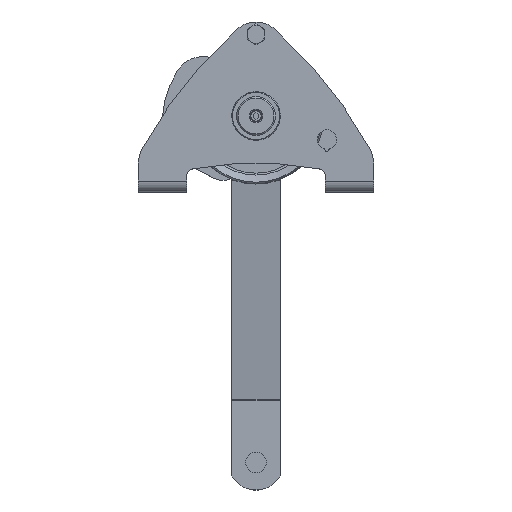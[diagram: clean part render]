
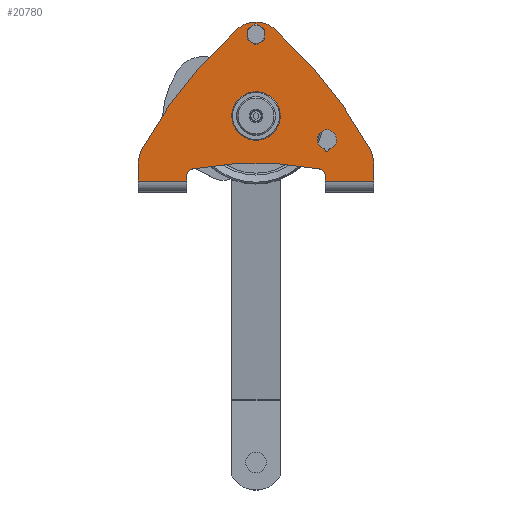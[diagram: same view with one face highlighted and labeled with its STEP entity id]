
A CAD part, top view. The second image highlights one B-rep face of the part: STEP entity #20780.
In plain terms, the highlighted face is planar.
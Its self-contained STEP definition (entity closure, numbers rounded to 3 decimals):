
#100=CARTESIAN_POINT('',(-49.754,-23.837,
0.5));
#110=VERTEX_POINT('',#100);
#160=CARTESIAN_POINT('',(-51.254,-17.,0.5));
#170=DIRECTION('',(0.,0.,1.));
#180=DIRECTION('',(0.,1.,0.));
#190=AXIS2_PLACEMENT_3D('',#160,#170,#180);
#200=CIRCLE('',#190,7.);
#210=CARTESIAN_POINT('',(-52.754,-23.837,
0.5));
#220=VERTEX_POINT('',#210);
#230=EDGE_CURVE('',#110,#220,#200,.T.);
#1020=CARTESIAN_POINT('',(-49.754,-24.,
0.5));
#1030=VERTEX_POINT('',#1020);
#1060=CARTESIAN_POINT('',(-49.754,0.,0.5));
#1070=DIRECTION('',(0.,-1.,0.));
#1080=VECTOR('',#1070,1.);
#1090=LINE('',#1060,#1080);
#1100=EDGE_CURVE('',#110,#1030,#1090,.T.);
#1690=CARTESIAN_POINT('',(-52.754,-24.,
0.5));
#1700=VERTEX_POINT('',#1690);
#1730=CARTESIAN_POINT('',(-51.254,-24.,
0.5));
#1740=DIRECTION('',(0.,0.,-1.));
#1750=DIRECTION('',(-1.,0.,0.));
#1760=AXIS2_PLACEMENT_3D('',#1730,#1740,#1750);
#1770=CIRCLE('',#1760,1.5);
#1780=EDGE_CURVE('',#1030,#1700,#1770,.T.);
#5290=CARTESIAN_POINT('',(-52.754,0.,0.5));
#5300=DIRECTION('',(0.,1.,0.));
#5310=VECTOR('',#5300,1.);
#5320=LINE('',#5290,#5310);
#5330=EDGE_CURVE('',#1700,#220,#5320,.T.);
#5570=CARTESIAN_POINT('',(-45.909,-38.209,
0.5));
#5580=VERTEX_POINT('',#5570);
#5610=CARTESIAN_POINT('',(-45.,-43.125,
0.5));
#5620=DIRECTION('',(0.,0.,-1.));
#5630=DIRECTION('',(-1.,0.,0.));
#5640=AXIS2_PLACEMENT_3D('',#5610,#5620,#5630);
#5650=CIRCLE('',#5640,5.);
#5660=CARTESIAN_POINT('',(-50.,-43.125,
0.5));
#5670=VERTEX_POINT('',#5660);
#5680=EDGE_CURVE('',#5670,#5580,#5650,.T.);
#9890=CARTESIAN_POINT('',(82.6,-24.5,
0.5));
#9900=VERTEX_POINT('',#9890);
#10060=CARTESIAN_POINT('',(13.266,62.967,
0.5));
#10070=VERTEX_POINT('',#10060);
#10100=CARTESIAN_POINT('',(-198.995,-176.502,
0.5));
#10110=DIRECTION('',(0.,0.,-1.));
#10120=DIRECTION('',(-1.,0.,0.));
#10130=AXIS2_PLACEMENT_3D('',#10100,#10110,#10120);
#10140=CIRCLE('',#10130,320.);
#10150=EDGE_CURVE('',#10070,#9900,#10140,.T.);
#11640=CARTESIAN_POINT('',(-13.266,62.967,
0.5));
#11650=VERTEX_POINT('',#11640);
#11680=CARTESIAN_POINT('',(0.,48.,0.5));
#11690=DIRECTION('',(0.,0.,-1.));
#11700=DIRECTION('',(-0.664,0.748,
0.));
#11710=AXIS2_PLACEMENT_3D('',#11680,#11690,#11700);
#11720=CIRCLE('',#11710,20.);
#11730=EDGE_CURVE('',#11650,#10070,#11720,.T.);
#11900=CARTESIAN_POINT('',(45.909,-38.209,
0.5));
#11910=VERTEX_POINT('',#11900);
#11940=CARTESIAN_POINT('',(0.,-286.5,
0.5));
#11950=DIRECTION('',(0.,0.,-1.));
#11960=DIRECTION('',(1.,0.,0.));
#11970=AXIS2_PLACEMENT_3D('',#11940,#11950,#11960);
#11980=CIRCLE('',#11970,252.5);
#11990=EDGE_CURVE('',#5580,#11910,#11980,.T.);
#16280=CARTESIAN_POINT('',(-50.,0.,0.5));
#16290=DIRECTION('',(0.,1.,0.));
#16300=VECTOR('',#16290,1.);
#16310=LINE('',#16280,#16300);
#16320=CARTESIAN_POINT('',(-50.,-47.,
0.5));
#16330=VERTEX_POINT('',#16320);
#16340=EDGE_CURVE('',#16330,#5670,#16310,.T.);
#19190=CARTESIAN_POINT('',(-33.5,-0.121,0.5));
#19200=DIRECTION('',(0.,0.,-1.));
#19210=DIRECTION('',(-1.,0.,0.));
#19220=AXIS2_PLACEMENT_3D('',#19190,#19200,#19210);
#19230=PLANE('',#19220);
#19240=CARTESIAN_POINT('',(0.,0.,
0.5));
#19250=DIRECTION('',(0.,0.,-1.));
#19260=DIRECTION('',(-0.498,-0.867,
0.));
#19270=AXIS2_PLACEMENT_3D('',#19240,#19250,#19260);
#19280=CIRCLE('',#19270,17.5);
#19290=CARTESIAN_POINT('',(12.718,12.021,
0.5));
#19300=VERTEX_POINT('',#19290);
#19310=CARTESIAN_POINT('',(-8.712,-15.177,
0.5));
#19320=VERTEX_POINT('',#19310);
#19330=EDGE_CURVE('',#19300,#19320,#19280,.T.);
#19340=ORIENTED_EDGE('',*,*,#19330,.F.);
#19350=CARTESIAN_POINT('',(8.712,15.177,
0.5));
#19360=VERTEX_POINT('',#19350);
#19370=EDGE_CURVE('',#19320,#19360,#19280,.T.);
#19380=ORIENTED_EDGE('',*,*,#19370,.F.);
#19390=EDGE_CURVE('',#19360,#19300,#19280,.T.);
#19400=ORIENTED_EDGE('',*,*,#19390,.F.);
#19410=EDGE_LOOP('',(#19400,#19380,#19340));
#19420=FACE_BOUND('',#19410,.T.);
#19430=CARTESIAN_POINT('',(0.,66.506,0.5));
#19440=DIRECTION('',(0.866,0.5,0.));
#19450=VECTOR('',#19440,1.);
#19460=LINE('',#19430,#19450);
#19470=CARTESIAN_POINT('',(-6.5,62.753,
0.5));
#19480=VERTEX_POINT('',#19470);
#19490=CARTESIAN_POINT('',(0.,66.506,
0.5));
#19500=VERTEX_POINT('',#19490);
#19510=EDGE_CURVE('',#19480,#19500,#19460,.T.);
#19520=ORIENTED_EDGE('',*,*,#19510,.F.);
#19530=CARTESIAN_POINT('',(0.,66.506,0.5));
#19540=DIRECTION('',(0.866,-0.5,0.));
#19550=VECTOR('',#19540,1.);
#19560=LINE('',#19530,#19550);
#19570=CARTESIAN_POINT('',(6.5,62.753,
0.5));
#19580=VERTEX_POINT('',#19570);
#19590=EDGE_CURVE('',#19500,#19580,#19560,.T.);
#19600=ORIENTED_EDGE('',*,*,#19590,.F.);
#19610=CARTESIAN_POINT('',(6.5,0.,0.5));
#19620=DIRECTION('',(0.,-1.,0.));
#19630=VECTOR('',#19620,1.);
#19640=LINE('',#19610,#19630);
#19650=CARTESIAN_POINT('',(6.5,55.247,
0.5));
#19660=VERTEX_POINT('',#19650);
#19670=EDGE_CURVE('',#19580,#19660,#19640,.T.);
#19680=ORIENTED_EDGE('',*,*,#19670,.F.);
#19690=CARTESIAN_POINT('',(0.,51.494,0.5));
#19700=DIRECTION('',(-0.866,-0.5,0.));
#19710=VECTOR('',#19700,1.);
#19720=LINE('',#19690,#19710);
#19730=CARTESIAN_POINT('',(0.,51.494,
0.5));
#19740=VERTEX_POINT('',#19730);
#19750=EDGE_CURVE('',#19660,#19740,#19720,.T.);
#19760=ORIENTED_EDGE('',*,*,#19750,.F.);
#19770=CARTESIAN_POINT('',(0.,51.494,0.5));
#19780=DIRECTION('',(-0.866,0.5,0.));
#19790=VECTOR('',#19780,1.);
#19800=LINE('',#19770,#19790);
#19810=CARTESIAN_POINT('',(-6.5,55.247,
0.5));
#19820=VERTEX_POINT('',#19810);
#19830=EDGE_CURVE('',#19740,#19820,#19800,.T.);
#19840=ORIENTED_EDGE('',*,*,#19830,.F.);
#19850=CARTESIAN_POINT('',(-6.5,0.,0.5));
#19860=DIRECTION('',(0.,1.,0.));
#19870=VECTOR('',#19860,1.);
#19880=LINE('',#19850,#19870);
#19890=EDGE_CURVE('',#19820,#19480,#19880,.T.);
#19900=ORIENTED_EDGE('',*,*,#19890,.F.);
#19910=EDGE_LOOP('',(#19900,#19840,#19760,#19680,#19600,#19520));
#19920=FACE_BOUND('',#19910,.T.);
#19930=ORIENTED_EDGE('',*,*,#1100,.F.);
#19940=ORIENTED_EDGE('',*,*,#1780,.F.);
#19950=ORIENTED_EDGE('',*,*,#5330,.F.);
#19960=ORIENTED_EDGE('',*,*,#230,.T.);
#19970=EDGE_LOOP('',(#19960,#19950,#19940,#19930));
#19980=FACE_BOUND('',#19970,.T.);
#19990=ORIENTED_EDGE('',*,*,#5680,.F.);
#20000=ORIENTED_EDGE('',*,*,#11990,.F.);
#20010=CARTESIAN_POINT('',(45.,-43.125,0.5));
#20020=DIRECTION('',(0.,0.,-1.));
#20030=DIRECTION('',(-1.,0.,0.));
#20040=AXIS2_PLACEMENT_3D('',#20010,#20020,#20030);
#20050=CIRCLE('',#20040,5.);
#20060=CARTESIAN_POINT('',(50.,-43.125,0.5));
#20070=VERTEX_POINT('',#20060);
#20080=EDGE_CURVE('',#11910,#20070,#20050,.T.);
#20090=ORIENTED_EDGE('',*,*,#20080,.F.);
#20100=CARTESIAN_POINT('',(50.,0.,0.5));
#20110=DIRECTION('',(0.,-1.,0.));
#20120=VECTOR('',#20110,1.);
#20130=LINE('',#20100,#20120);
#20140=CARTESIAN_POINT('',(50.,-47.,0.5));
#20150=VERTEX_POINT('',#20140);
#20160=EDGE_CURVE('',#20070,#20150,#20130,.T.);
#20170=ORIENTED_EDGE('',*,*,#20160,.F.);
#20180=CARTESIAN_POINT('',(50.,-47.,0.5));
#20190=DIRECTION('',(1.,0.,0.));
#20200=VECTOR('',#20190,1.);
#20210=LINE('',#20180,#20200);
#20220=CARTESIAN_POINT('',(85.,-47.,0.5));
#20230=VERTEX_POINT('',#20220);
#20240=EDGE_CURVE('',#20150,#20230,#20210,.T.);
#20250=ORIENTED_EDGE('',*,*,#20240,.F.);
#20260=CARTESIAN_POINT('',(85.,0.,0.5));
#20270=DIRECTION('',(0.,-1.,0.));
#20280=VECTOR('',#20270,1.);
#20290=LINE('',#20260,#20280);
#20300=CARTESIAN_POINT('',(85.,-34.,0.5));
#20310=VERTEX_POINT('',#20300);
#20320=EDGE_CURVE('',#20310,#20230,#20290,.T.);
#20330=ORIENTED_EDGE('',*,*,#20320,.T.);
#20340=CARTESIAN_POINT('',(65.,-34.,0.5));
#20350=DIRECTION('',(0.,0.,-1.));
#20360=DIRECTION('',(-1.,0.,0.));
#20370=AXIS2_PLACEMENT_3D('',#20340,#20350,#20360);
#20380=CIRCLE('',#20370,20.);
#20390=EDGE_CURVE('',#9900,#20310,#20380,.T.);
#20400=ORIENTED_EDGE('',*,*,#20390,.T.);
#20410=ORIENTED_EDGE('',*,*,#10150,.T.);
#20420=ORIENTED_EDGE('',*,*,#11730,.T.);
#20430=CARTESIAN_POINT('',(198.995,-176.502,
0.5));
#20440=DIRECTION('',(0.,0.,-1.));
#20450=DIRECTION('',(-1.,0.,0.));
#20460=AXIS2_PLACEMENT_3D('',#20430,#20440,#20450);
#20470=CIRCLE('',#20460,320.);
#20480=CARTESIAN_POINT('',(-82.6,-24.5,
0.5));
#20490=VERTEX_POINT('',#20480);
#20500=EDGE_CURVE('',#20490,#11650,#20470,.T.);
#20510=ORIENTED_EDGE('',*,*,#20500,.T.);
#20520=CARTESIAN_POINT('',(-65.,-34.,0.5));
#20530=DIRECTION('',(0.,0.,-1.));
#20540=DIRECTION('',(-1.,0.,0.));
#20550=AXIS2_PLACEMENT_3D('',#20520,#20530,#20540);
#20560=CIRCLE('',#20550,20.);
#20570=CARTESIAN_POINT('',(-85.,-34.,0.5));
#20580=VERTEX_POINT('',#20570);
#20590=EDGE_CURVE('',#20580,#20490,#20560,.T.);
#20600=ORIENTED_EDGE('',*,*,#20590,.T.);
#20610=CARTESIAN_POINT('',(-85.,0.,0.5));
#20620=DIRECTION('',(0.,-1.,0.));
#20630=VECTOR('',#20620,1.);
#20640=LINE('',#20610,#20630);
#20650=CARTESIAN_POINT('',(-85.,-47.,0.5));
#20660=VERTEX_POINT('',#20650);
#20670=EDGE_CURVE('',#20580,#20660,#20640,.T.);
#20680=ORIENTED_EDGE('',*,*,#20670,.F.);
#20690=CARTESIAN_POINT('',(-85.,-47.,
0.5));
#20700=DIRECTION('',(1.,0.,0.));
#20710=VECTOR('',#20700,1.);
#20720=LINE('',#20690,#20710);
#20730=EDGE_CURVE('',#20660,#16330,#20720,.T.);
#20740=ORIENTED_EDGE('',*,*,#20730,.F.);
#20750=ORIENTED_EDGE('',*,*,#16340,.F.);
#20760=EDGE_LOOP('',(#20750,#20740,#20680,#20600,#20510,#20420,#20410,
#20400,#20330,#20250,#20170,#20090,#20000,#19990));
#20770=FACE_OUTER_BOUND('',#20760,.T.);
#20780=ADVANCED_FACE('',(#19420,#19920,#19980,#20770),#19230,.T.);
